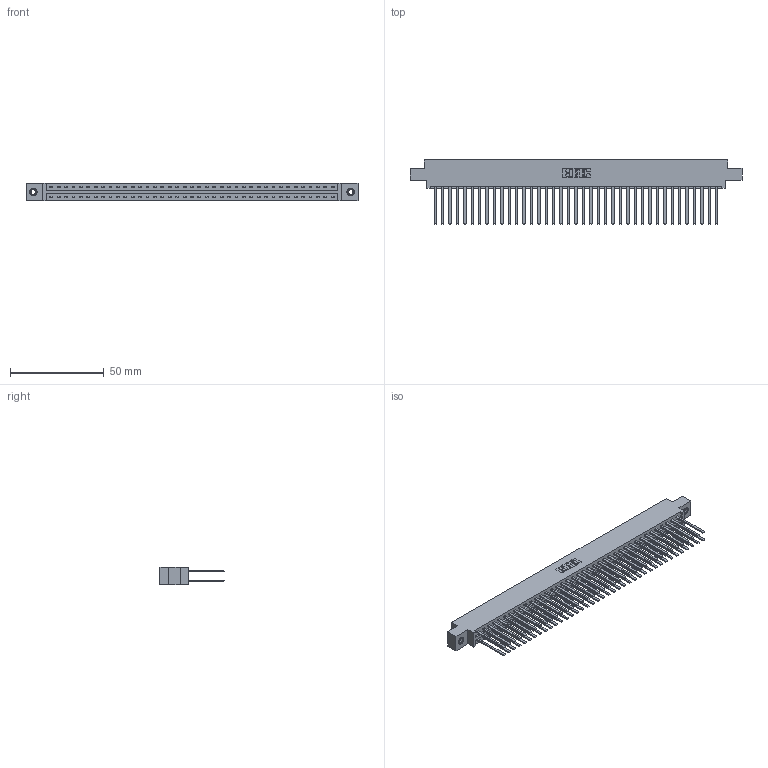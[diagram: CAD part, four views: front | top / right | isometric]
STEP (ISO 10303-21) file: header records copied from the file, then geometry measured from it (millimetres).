
FILE_DESCRIPTION (( 'STEP AP203' ), '1' );
FILE_NAME ('387-078-544-807.STEP', '2018-09-23T17:21:47', ( '' ), ( '' ), 'SwSTEP 2.0', 'SolidWorks 2016', '' );
FILE_SCHEMA (( 'CONFIG_CONTROL_DESIGN' ));
Length unit declared in the file: inch
Products named in the file (4): 345-292-001_345-293-144; 345-250-001_345-250-005-103; 387-078-544-807; 337 Part_0.170 Offset - 0.156 Dia-TI
Assembly tree (81 placements, depth 2):
  387-078-544-807
    337 Part_0.170 Offset - 0.156 Dia-TI
    345-292-001_345-293-144  x78
    345-250-001_345-250-005-103  x2
Bounding box: 177.55 x 34.3 x 9.4 mm (x, y, z)
Volume: 19633.7 mm3; surface area: 25882.4 mm2
Topology: 81 solids, 81 shells, 3922 faces, 11613 edges, 7630 vertices
Faces by surface type: plane 2758, cylinder 1148, cone 12, torus 4
Entity records: 31760 total; most frequent: CARTESIAN_POINT 5333, ORIENTED_EDGE 5262, DIRECTION 4569, EDGE_CURVE 2631, LINE 2487, VECTOR 2487, VERTEX_POINT 1748, AXIS2_PLACEMENT_3D 1041
